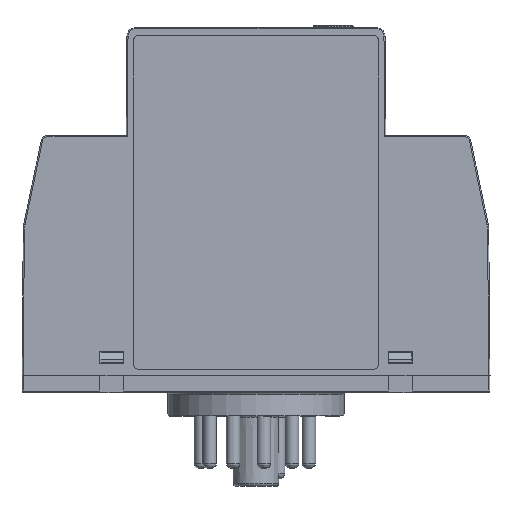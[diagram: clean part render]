
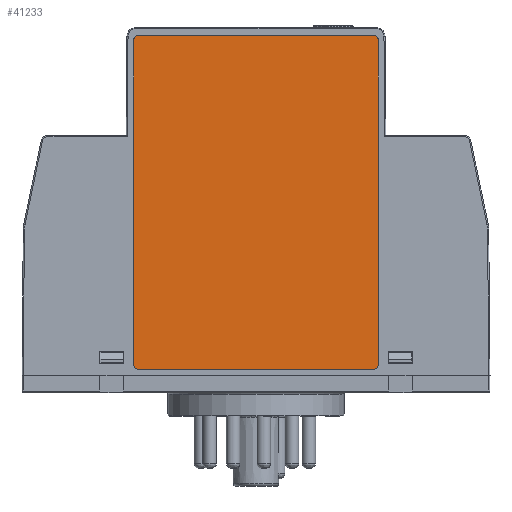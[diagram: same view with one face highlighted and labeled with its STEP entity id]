
A CAD part, left-side view. The second image highlights one B-rep face of the part: STEP entity #41233.
In plain terms, the highlighted planar face has unit normal (-1, 0, 0).
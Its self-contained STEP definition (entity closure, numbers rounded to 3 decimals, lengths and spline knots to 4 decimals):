
#2080=CIRCLE('',#44114,0.1);
#2081=CIRCLE('',#44115,0.1);
#2082=CIRCLE('',#44116,0.1);
#2083=CIRCLE('',#44117,0.1);
#4123=FACE_OUTER_BOUND('',#6474,.T.);
#6474=EDGE_LOOP('',(#32505,#32506,#32507,#32508,#32509,#32510,#32511,#32512));
#10249=LINE('',#70964,#14298);
#10262=LINE('',#71359,#14311);
#10263=LINE('',#71363,#14312);
#10264=LINE('',#71367,#14313);
#14298=VECTOR('',#51778,4.0399);
#14311=VECTOR('',#51823,5.5898);
#14312=VECTOR('',#51826,4.0399);
#14313=VECTOR('',#51829,5.5898);
#18273=VERTEX_POINT('',#70961);
#18274=VERTEX_POINT('',#70963);
#18292=VERTEX_POINT('',#71357);
#18293=VERTEX_POINT('',#71358);
#18294=VERTEX_POINT('',#71360);
#18295=VERTEX_POINT('',#71362);
#18296=VERTEX_POINT('',#71364);
#18297=VERTEX_POINT('',#71366);
#23280=EDGE_CURVE('',#18273,#18274,#10249,.T.);
#23307=EDGE_CURVE('',#18292,#18293,#10262,.T.);
#23308=EDGE_CURVE('',#18294,#18292,#2080,.T.);
#23309=EDGE_CURVE('',#18295,#18294,#10263,.T.);
#23310=EDGE_CURVE('',#18296,#18295,#2081,.T.);
#23311=EDGE_CURVE('',#18296,#18297,#10264,.T.);
#23312=EDGE_CURVE('',#18297,#18274,#2082,.T.);
#23313=EDGE_CURVE('',#18293,#18273,#2083,.T.);
#32505=ORIENTED_EDGE('',*,*,#23307,.F.);
#32506=ORIENTED_EDGE('',*,*,#23308,.F.);
#32507=ORIENTED_EDGE('',*,*,#23309,.F.);
#32508=ORIENTED_EDGE('',*,*,#23310,.F.);
#32509=ORIENTED_EDGE('',*,*,#23311,.T.);
#32510=ORIENTED_EDGE('',*,*,#23312,.T.);
#32511=ORIENTED_EDGE('',*,*,#23280,.F.);
#32512=ORIENTED_EDGE('',*,*,#23313,.F.);
#38090=PLANE('',#44113);
#41233=ADVANCED_FACE('',(#4123),#38090,.T.);
#44113=AXIS2_PLACEMENT_3D('',#71356,#51821,#51822);
#44114=AXIS2_PLACEMENT_3D('',#71361,#51824,#51825);
#44115=AXIS2_PLACEMENT_3D('',#71365,#51827,#51828);
#44116=AXIS2_PLACEMENT_3D('',#71368,#51830,#51831);
#44117=AXIS2_PLACEMENT_3D('',#71369,#51832,#51833);
#51778=DIRECTION('',(0.,1.,0.));
#51821=DIRECTION('center_axis',(-1.,0.,0.));
#51822=DIRECTION('ref_axis',(0.,-1.,0.));
#51823=DIRECTION('',(0.,0.,-1.));
#51824=DIRECTION('center_axis',(1.,0.,0.));
#51825=DIRECTION('ref_axis',(0.,0.,-1.));
#51826=DIRECTION('',(0.,-1.,0.));
#51827=DIRECTION('center_axis',(1.,0.,0.));
#51828=DIRECTION('ref_axis',(0.,0.,-1.));
#51829=DIRECTION('',(0.,0.,-1.));
#51830=DIRECTION('center_axis',(-1.,0.,0.));
#51831=DIRECTION('ref_axis',(0.,0.,
-1.));
#51832=DIRECTION('center_axis',(1.,0.,0.));
#51833=DIRECTION('ref_axis',(0.,0.,-1.));
#70961=CARTESIAN_POINT('',(-2.8676,-3.1841,-1.1153));
#70963=CARTESIAN_POINT('',(-2.8676,0.8558,-1.1153));
#70964=CARTESIAN_POINT('',(-2.8676,-1.1642,-1.1153));
#71356=CARTESIAN_POINT('Origin',(-2.8676,0.9558,-1.1153));
#71357=CARTESIAN_POINT('',(-2.8676,-3.2841,4.5745));
#71358=CARTESIAN_POINT('',(-2.8676,-3.2841,-1.0153));
#71359=CARTESIAN_POINT('',(-2.8676,-3.2841,1.7796));
#71360=CARTESIAN_POINT('',(-2.8676,-3.1841,4.6745));
#71361=CARTESIAN_POINT('Origin',(-2.8676,-3.1841,4.5745));
#71362=CARTESIAN_POINT('',(-2.8676,0.8558,4.6745));
#71363=CARTESIAN_POINT('',(-2.8676,-1.1642,4.6745));
#71364=CARTESIAN_POINT('',(-2.8676,0.9558,4.5745));
#71365=CARTESIAN_POINT('Origin',(-2.8676,0.8558,4.5745));
#71366=CARTESIAN_POINT('',(-2.8676,0.9558,-1.0153));
#71367=CARTESIAN_POINT('',(-2.8676,0.9558,1.7796));
#71368=CARTESIAN_POINT('Origin',(-2.8676,0.8558,-1.0153));
#71369=CARTESIAN_POINT('Origin',(-2.8676,-3.1841,-1.0153));
